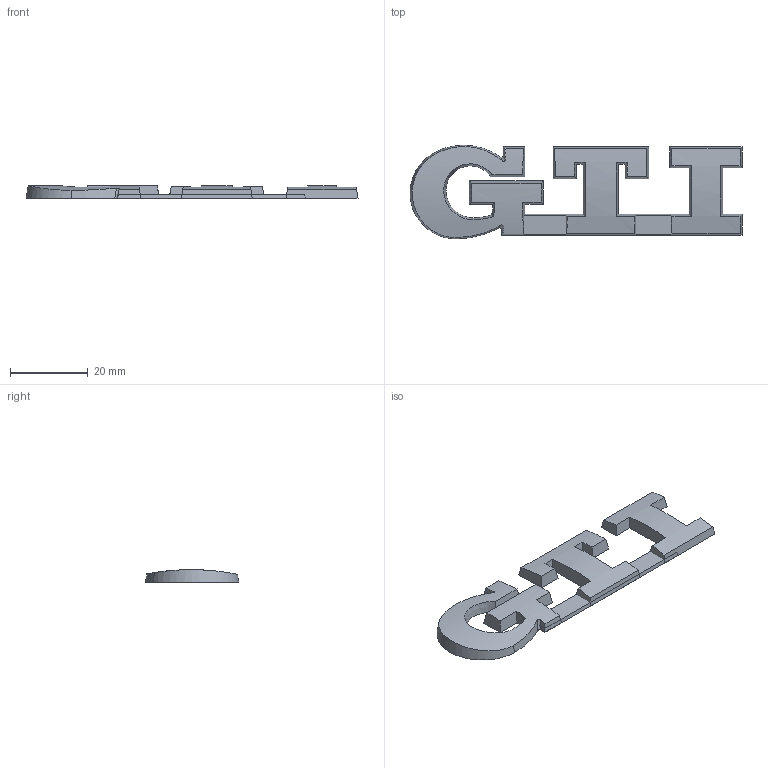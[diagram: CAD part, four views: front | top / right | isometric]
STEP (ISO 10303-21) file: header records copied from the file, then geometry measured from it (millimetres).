
FILE_DESCRIPTION(/* description */ (''),/* implementation_level */ '2;1');
FILE_NAME(/* name */ 'GTI Front Emblem with Bridge.stp',/* time_stamp */ '2021-05-10T23:22:49-07:00',/* author */ ('Andrew'),/* organization */ (''),/* preprocessor_version */ 'ST-DEVELOPER v18.1',/* originating_system */ 'Autodesk Inventor 2021',/* authorisation */ '');
FILE_SCHEMA (('AUTOMOTIVE_DESIGN { 1 0 10303 214 3 1 1 }'));
Length unit declared in the file: millimetre
Products named in the file (1): GTI Front Emblem
Bounding box: 85.25 x 24.03 x 3.25 mm (x, y, z)
Volume: 3397.9 mm3; surface area: 3957.1 mm2
Topology: 4 solids, 4 shells, 61 faces, 161 edges, 108 vertices
Faces by surface type: plane 49, cone 7, cylinder 3, bspline 2
Entity records: 2234 total; most frequent: CARTESIAN_POINT 688, ORIENTED_EDGE 322, DIRECTION 288, EDGE_CURVE 161, LINE 114, VECTOR 114, VERTEX_POINT 108, AXIS2_PLACEMENT_3D 87
